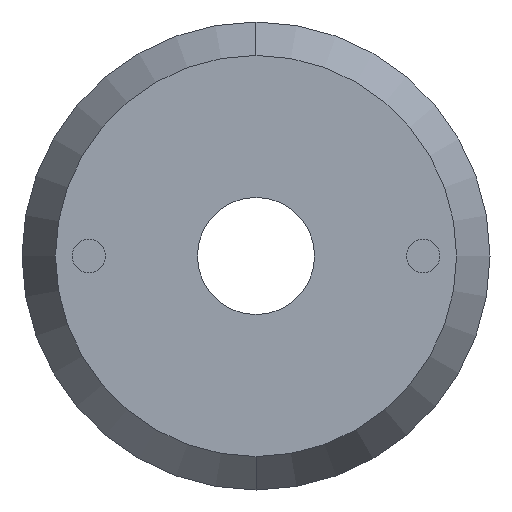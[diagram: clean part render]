
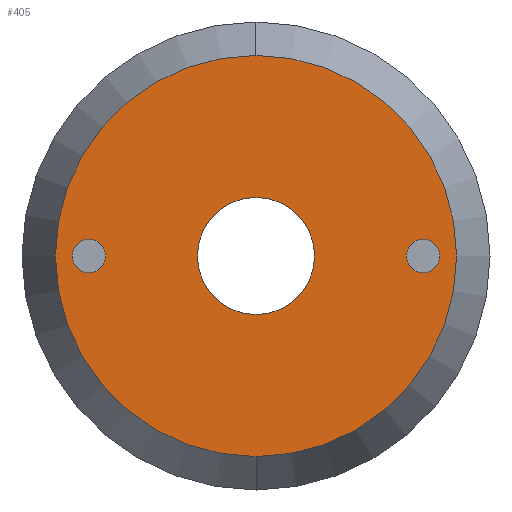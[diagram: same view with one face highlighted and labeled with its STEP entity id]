
A CAD part, left-side view. The second image highlights one B-rep face of the part: STEP entity #405.
In plain terms, the highlighted planar face has unit normal (-1, 0, 0).
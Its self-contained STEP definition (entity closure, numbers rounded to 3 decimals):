
#5 = CARTESIAN_POINT ( 'NONE',  ( -31.936, 0., 30. ) ) ;
#16 = CARTESIAN_POINT ( 'NONE',  ( -31.936, 0., 0. ) ) ;
#20 = EDGE_LOOP ( 'NONE', ( #202, #504 ) ) ;
#21 = DIRECTION ( 'NONE',  ( 0., 0., 1. ) ) ;
#25 = VERTEX_POINT ( 'NONE', #375 ) ;
#43 = DIRECTION ( 'NONE',  ( 0., 0., 1. ) ) ;
#49 = DIRECTION ( 'NONE',  ( -1., 0., 0. ) ) ;
#54 = AXIS2_PLACEMENT_3D ( 'NONE', #94, #197, #83 ) ;
#56 = DIRECTION ( 'NONE',  ( -1., 0., 0. ) ) ;
#59 = CARTESIAN_POINT ( 'NONE',  ( -31.936, -25., 2.5 ) ) ;
#67 = CARTESIAN_POINT ( 'NONE',  ( -31.936, 25., 0. ) ) ;
#72 = CIRCLE ( 'NONE', #124, 8.75 ) ;
#83 = DIRECTION ( 'NONE',  ( 0., 0., 1. ) ) ;
#87 = PLANE ( 'NONE',  #182 ) ;
#91 = DIRECTION ( 'NONE',  ( 1., 0., 0. ) ) ;
#94 = CARTESIAN_POINT ( 'NONE',  ( -31.936, -25., 0. ) ) ;
#98 = EDGE_CURVE ( 'NONE', #25, #290, #72, .T. ) ;
#105 = CARTESIAN_POINT ( 'NONE',  ( -31.936, -25., -2.5 ) ) ;
#120 = FACE_BOUND ( 'NONE', #463, .T. ) ;
#124 = AXIS2_PLACEMENT_3D ( 'NONE', #222, #379, #417 ) ;
#132 = ORIENTED_EDGE ( 'NONE', *, *, #460, .F. ) ;
#138 = CARTESIAN_POINT ( 'NONE',  ( -31.936, 25., 0. ) ) ;
#144 = CIRCLE ( 'NONE', #278, 2.5 ) ;
#145 = DIRECTION ( 'NONE',  ( 0., 0., 1. ) ) ;
#156 = EDGE_LOOP ( 'NONE', ( #177, #490 ) ) ;
#161 = CARTESIAN_POINT ( 'NONE',  ( -31.936, 0., -30. ) ) ;
#167 = DIRECTION ( 'NONE',  ( 0., 0., 1. ) ) ;
#173 = AXIS2_PLACEMENT_3D ( 'NONE', #438, #56, #145 ) ;
#177 = ORIENTED_EDGE ( 'NONE', *, *, #235, .T. ) ;
#179 = EDGE_CURVE ( 'NONE', #290, #25, #195, .T. ) ;
#182 = AXIS2_PLACEMENT_3D ( 'NONE', #16, #49, #43 ) ;
#187 = EDGE_CURVE ( 'NONE', #267, #393, #215, .T. ) ;
#195 = CIRCLE ( 'NONE', #486, 8.75 ) ;
#197 = DIRECTION ( 'NONE',  ( -1., 0., 0. ) ) ;
#202 = ORIENTED_EDGE ( 'NONE', *, *, #388, .F. ) ;
#203 = CARTESIAN_POINT ( 'NONE',  ( -31.936, 0., 0. ) ) ;
#207 = DIRECTION ( 'NONE',  ( -1., 0., 0. ) ) ;
#211 = CARTESIAN_POINT ( 'NONE',  ( -31.936, 25., 2.5 ) ) ;
#213 = CARTESIAN_POINT ( 'NONE',  ( -31.936, 0., 0. ) ) ;
#215 = CIRCLE ( 'NONE', #173, 2.5 ) ;
#220 = DIRECTION ( 'NONE',  ( 0., 0., -1. ) ) ;
#222 = CARTESIAN_POINT ( 'NONE',  ( -31.936, 0., 0. ) ) ;
#234 = VERTEX_POINT ( 'NONE', #255 ) ;
#235 = EDGE_CURVE ( 'NONE', #423, #502, #401, .T. ) ;
#243 = EDGE_CURVE ( 'NONE', #234, #297, #462, .T. ) ;
#255 = CARTESIAN_POINT ( 'NONE',  ( -31.936, 25., -2.5 ) ) ;
#267 = VERTEX_POINT ( 'NONE', #59 ) ;
#271 = CIRCLE ( 'NONE', #54, 2.5 ) ;
#272 = EDGE_CURVE ( 'NONE', #502, #423, #452, .T. ) ;
#278 = AXIS2_PLACEMENT_3D ( 'NONE', #138, #481, #403 ) ;
#290 = VERTEX_POINT ( 'NONE', #399 ) ;
#297 = VERTEX_POINT ( 'NONE', #211 ) ;
#312 = FACE_OUTER_BOUND ( 'NONE', #156, .T. ) ;
#375 = CARTESIAN_POINT ( 'NONE',  ( -31.936, 0., 8.75 ) ) ;
#379 = DIRECTION ( 'NONE',  ( 1., 0., 0. ) ) ;
#385 = AXIS2_PLACEMENT_3D ( 'NONE', #494, #479, #414 ) ;
#388 = EDGE_CURVE ( 'NONE', #297, #234, #144, .T. ) ;
#391 = ORIENTED_EDGE ( 'NONE', *, *, #187, .F. ) ;
#393 = VERTEX_POINT ( 'NONE', #105 ) ;
#399 = CARTESIAN_POINT ( 'NONE',  ( -31.936, 0., -8.75 ) ) ;
#401 = CIRCLE ( 'NONE', #385, 30. ) ;
#403 = DIRECTION ( 'NONE',  ( 0., 0., 1. ) ) ;
#405 = ADVANCED_FACE ( 'NONE', ( #473, #120, #477, #312 ), #87, .T. ) ;
#414 = DIRECTION ( 'NONE',  ( 0., 0., 1. ) ) ;
#417 = DIRECTION ( 'NONE',  ( 0., 0., -1. ) ) ;
#420 = AXIS2_PLACEMENT_3D ( 'NONE', #67, #456, #167 ) ;
#423 = VERTEX_POINT ( 'NONE', #161 ) ;
#432 = ORIENTED_EDGE ( 'NONE', *, *, #179, .T. ) ;
#438 = CARTESIAN_POINT ( 'NONE',  ( -31.936, -25., 0. ) ) ;
#452 = CIRCLE ( 'NONE', #470, 30. ) ;
#456 = DIRECTION ( 'NONE',  ( -1., 0., 0. ) ) ;
#460 = EDGE_CURVE ( 'NONE', #393, #267, #271, .T. ) ;
#462 = CIRCLE ( 'NONE', #420, 2.5 ) ;
#463 = EDGE_LOOP ( 'NONE', ( #391, #132 ) ) ;
#465 = EDGE_LOOP ( 'NONE', ( #432, #468 ) ) ;
#468 = ORIENTED_EDGE ( 'NONE', *, *, #98, .T. ) ;
#470 = AXIS2_PLACEMENT_3D ( 'NONE', #213, #207, #21 ) ;
#473 = FACE_BOUND ( 'NONE', #20, .T. ) ;
#477 = FACE_BOUND ( 'NONE', #465, .T. ) ;
#479 = DIRECTION ( 'NONE',  ( -1., 0., 0. ) ) ;
#481 = DIRECTION ( 'NONE',  ( -1., 0., 0. ) ) ;
#486 = AXIS2_PLACEMENT_3D ( 'NONE', #203, #91, #220 ) ;
#490 = ORIENTED_EDGE ( 'NONE', *, *, #272, .T. ) ;
#494 = CARTESIAN_POINT ( 'NONE',  ( -31.936, 0., 0. ) ) ;
#502 = VERTEX_POINT ( 'NONE', #5 ) ;
#504 = ORIENTED_EDGE ( 'NONE', *, *, #243, .F. ) ;
